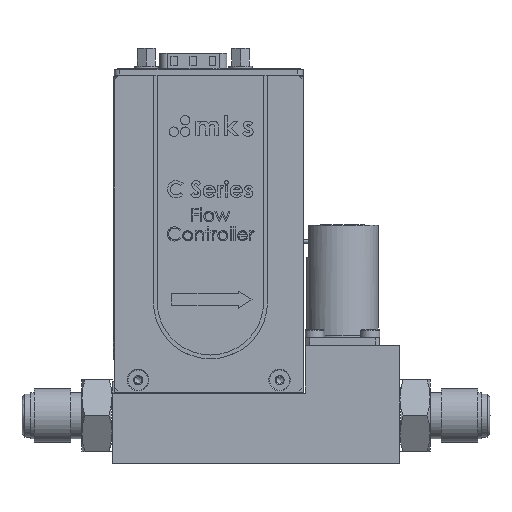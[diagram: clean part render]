
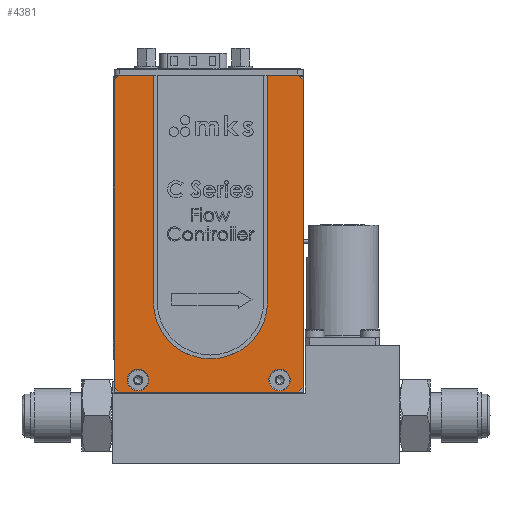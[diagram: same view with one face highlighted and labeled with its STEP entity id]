
A CAD part, top view. The second image highlights one B-rep face of the part: STEP entity #4381.
In plain terms, the highlighted planar face has unit normal (0, 0, 1).
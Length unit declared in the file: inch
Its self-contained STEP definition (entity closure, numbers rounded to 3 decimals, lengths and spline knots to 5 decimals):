
#70 = VECTOR ( 'NONE', #22140, 39.37008 ) ;
#232 = CARTESIAN_POINT ( 'NONE',  ( -0.35653, 3.126, 0.498 ) ) ;
#1331 = CARTESIAN_POINT ( 'NONE',  ( -0.35653, -0.179, 0.498 ) ) ;
#2134 = AXIS2_PLACEMENT_3D ( 'NONE', #63408, #18386, #70988 ) ;
#4381 = ADVANCED_FACE ( 'NONE', ( #85586, #28038, #65619, #48043, #45694 ), #25645, .F. ) ;
#4511 = VECTOR ( 'NONE', #56237, 39.37008 ) ;
#5608 = CARTESIAN_POINT ( 'NONE',  ( 1.56347, -0.179, 0.498 ) ) ;
#6220 = EDGE_CURVE ( 'NONE', #62749, #93655, #57617, .T. ) ;
#6516 = CARTESIAN_POINT ( 'NONE',  ( -0.30653, 3.126, 0.498 ) ) ;
#6998 = CARTESIAN_POINT ( 'NONE',  ( -0.35653, -0.129, 0.498 ) ) ;
#9692 = VECTOR ( 'NONE', #68141, 39.37008 ) ;
#10733 = ORIENTED_EDGE ( 'NONE', *, *, #51968, .T. ) ;
#11200 = CARTESIAN_POINT ( 'NONE',  ( 1.61347, 3.076, 0.498 ) ) ;
#12475 = DIRECTION ( 'NONE',  ( 0., 0., 1. ) ) ;
#12988 = EDGE_CURVE ( 'NONE', #43850, #43850, #20432, .T. ) ;
#15471 = ORIENTED_EDGE ( 'NONE', *, *, #61553, .T. ) ;
#16578 = EDGE_CURVE ( 'NONE', #16714, #54727, #66914, .T. ) ;
#16714 = VERTEX_POINT ( 'NONE', #36211 ) ;
#17861 = VERTEX_POINT ( 'NONE', #60764 ) ;
#18386 = DIRECTION ( 'NONE',  ( 0., 0., -1. ) ) ;
#19066 = ORIENTED_EDGE ( 'NONE', *, *, #6220, .T. ) ;
#20351 = CIRCLE ( 'NONE', #76088, 0.086 ) ;
#20432 = CIRCLE ( 'NONE', #93232, 0.1125 ) ;
#22140 = DIRECTION ( 'NONE',  ( 0.707, -0.707, 0. ) ) ;
#22927 = DIRECTION ( 'NONE',  ( 0., 0., 1. ) ) ;
#25645 = PLANE ( 'NONE',  #2134 ) ;
#26534 = VERTEX_POINT ( 'NONE', #50948 ) ;
#26570 = CARTESIAN_POINT ( 'NONE',  ( -0.35653, -0.129, 0.498 ) ) ;
#27378 = LINE ( 'NONE', #67830, #9692 ) ;
#28038 = FACE_BOUND ( 'NONE', #87282, .T. ) ;
#29829 = EDGE_CURVE ( 'NONE', #84232, #26534, #47438, .T. ) ;
#30509 = CARTESIAN_POINT ( 'NONE',  ( 1.56347, -0.179, 0.498 ) ) ;
#32175 = DIRECTION ( 'NONE',  ( 0., 0., 1. ) ) ;
#32193 = CARTESIAN_POINT ( 'NONE',  ( 1.56347, 3.126, 0.498 ) ) ;
#32521 = CARTESIAN_POINT ( 'NONE',  ( -0.10753, -0.053, 0.498 ) ) ;
#32916 = ORIENTED_EDGE ( 'NONE', *, *, #16578, .T. ) ;
#33319 = ORIENTED_EDGE ( 'NONE', *, *, #58923, .T. ) ;
#35231 = AXIS2_PLACEMENT_3D ( 'NONE', #67979, #22927, #75457 ) ;
#36211 = CARTESIAN_POINT ( 'NONE',  ( 1.61347, 3.076, 0.498 ) ) ;
#37087 = EDGE_CURVE ( 'NONE', #93655, #84232, #27378, .T. ) ;
#38550 = VERTEX_POINT ( 'NONE', #46199 ) ;
#39325 = ORIENTED_EDGE ( 'NONE', *, *, #66179, .F. ) ;
#40033 = DIRECTION ( 'NONE',  ( 1., 0., 0. ) ) ;
#40383 = EDGE_CURVE ( 'NONE', #67372, #67372, #47877, .T. ) ;
#41305 = VECTOR ( 'NONE', #61455, 39.37008 ) ;
#43850 = VERTEX_POINT ( 'NONE', #96918 ) ;
#44226 = ORIENTED_EDGE ( 'NONE', *, *, #12988, .F. ) ;
#44362 = EDGE_LOOP ( 'NONE', ( #44226 ) ) ;
#45063 = VECTOR ( 'NONE', #47592, 39.37008 ) ;
#45694 = FACE_OUTER_BOUND ( 'NONE', #67605, .T. ) ;
#46199 = CARTESIAN_POINT ( 'NONE',  ( -0.30653, 3.126, 0.498 ) ) ;
#47438 = LINE ( 'NONE', #30509, #45063 ) ;
#47587 = LINE ( 'NONE', #72348, #85148 ) ;
#47592 = DIRECTION ( 'NONE',  ( 0.707, 0.707, 0. ) ) ;
#47877 = CIRCLE ( 'NONE', #58563, 0.086 ) ;
#48043 = FACE_BOUND ( 'NONE', #56752, .T. ) ;
#50948 = CARTESIAN_POINT ( 'NONE',  ( 1.61347, -0.129, 0.498 ) ) ;
#51968 = EDGE_CURVE ( 'NONE', #26534, #16714, #47587, .T. ) ;
#52657 = EDGE_CURVE ( 'NONE', #17861, #17861, #20351, .T. ) ;
#53270 = VECTOR ( 'NONE', #60327, 39.37008 ) ;
#54727 = VERTEX_POINT ( 'NONE', #32193 ) ;
#55144 = VERTEX_POINT ( 'NONE', #66055 ) ;
#56237 = DIRECTION ( 'NONE',  ( -0.707, 0.707, 0. ) ) ;
#56752 = EDGE_LOOP ( 'NONE', ( #39325 ) ) ;
#57520 = CARTESIAN_POINT ( 'NONE',  ( 1.06847, 3.001, 0.498 ) ) ;
#57617 = LINE ( 'NONE', #6998, #70 ) ;
#58563 = AXIS2_PLACEMENT_3D ( 'NONE', #57520, #12475, #65079 ) ;
#58923 = EDGE_CURVE ( 'NONE', #38550, #55144, #90470, .T. ) ;
#60327 = DIRECTION ( 'NONE',  ( -1., 0., 0. ) ) ;
#60764 = CARTESIAN_POINT ( 'NONE',  ( 0.95447, 3.001, 0.498 ) ) ;
#61325 = LINE ( 'NONE', #1331, #41305 ) ;
#61455 = DIRECTION ( 'NONE',  ( 0., -1., 0. ) ) ;
#61553 = EDGE_CURVE ( 'NONE', #55144, #62749, #61325, .T. ) ;
#62749 = VERTEX_POINT ( 'NONE', #26570 ) ;
#63408 = CARTESIAN_POINT ( 'NONE',  ( -0.35653, -0.179, 0.498 ) ) ;
#63679 = ORIENTED_EDGE ( 'NONE', *, *, #83463, .T. ) ;
#65079 = DIRECTION ( 'NONE',  ( 1., 0., 0. ) ) ;
#65619 = FACE_BOUND ( 'NONE', #44362, .T. ) ;
#66055 = CARTESIAN_POINT ( 'NONE',  ( -0.35653, 3.076, 0.498 ) ) ;
#66179 = EDGE_CURVE ( 'NONE', #68485, #68485, #94798, .T. ) ;
#66698 = DIRECTION ( 'NONE',  ( -0.707, -0.707, 0. ) ) ;
#66914 = LINE ( 'NONE', #11200, #4511 ) ;
#67372 = VERTEX_POINT ( 'NONE', #75195 ) ;
#67605 = EDGE_LOOP ( 'NONE', ( #15471, #19066, #87536, #79580, #10733, #32916, #63679, #33319 ) ) ;
#67830 = CARTESIAN_POINT ( 'NONE',  ( -0.35653, -0.179, 0.498 ) ) ;
#67979 = CARTESIAN_POINT ( 'NONE',  ( 1.36847, -0.053, 0.498 ) ) ;
#68141 = DIRECTION ( 'NONE',  ( 1., 0., 0. ) ) ;
#68142 = EDGE_LOOP ( 'NONE', ( #93173 ) ) ;
#68485 = VERTEX_POINT ( 'NONE', #76170 ) ;
#70446 = VECTOR ( 'NONE', #66698, 39.37008 ) ;
#70988 = DIRECTION ( 'NONE',  ( -1., 0., 0. ) ) ;
#72348 = CARTESIAN_POINT ( 'NONE',  ( 1.61347, -0.179, 0.498 ) ) ;
#75195 = CARTESIAN_POINT ( 'NONE',  ( 1.15447, 3.001, 0.498 ) ) ;
#75457 = DIRECTION ( 'NONE',  ( 1., 0., 0. ) ) ;
#76088 = AXIS2_PLACEMENT_3D ( 'NONE', #77140, #32175, #84709 ) ;
#76170 = CARTESIAN_POINT ( 'NONE',  ( 1.48097, -0.053, 0.498 ) ) ;
#77140 = CARTESIAN_POINT ( 'NONE',  ( 0.86847, 3.001, 0.498 ) ) ;
#79580 = ORIENTED_EDGE ( 'NONE', *, *, #29829, .T. ) ;
#81571 = CARTESIAN_POINT ( 'NONE',  ( -0.30653, -0.179, 0.498 ) ) ;
#83463 = EDGE_CURVE ( 'NONE', #54727, #38550, #95548, .T. ) ;
#84232 = VERTEX_POINT ( 'NONE', #5608 ) ;
#84709 = DIRECTION ( 'NONE',  ( 1., 0., 0. ) ) ;
#85038 = DIRECTION ( 'NONE',  ( 0., 0., 1. ) ) ;
#85148 = VECTOR ( 'NONE', #95013, 39.37008 ) ;
#85586 = FACE_BOUND ( 'NONE', #68142, .T. ) ;
#87282 = EDGE_LOOP ( 'NONE', ( #88528 ) ) ;
#87536 = ORIENTED_EDGE ( 'NONE', *, *, #37087, .T. ) ;
#88528 = ORIENTED_EDGE ( 'NONE', *, *, #52657, .F. ) ;
#90470 = LINE ( 'NONE', #6516, #70446 ) ;
#93173 = ORIENTED_EDGE ( 'NONE', *, *, #40383, .F. ) ;
#93232 = AXIS2_PLACEMENT_3D ( 'NONE', #32521, #85038, #40033 ) ;
#93655 = VERTEX_POINT ( 'NONE', #81571 ) ;
#94798 = CIRCLE ( 'NONE', #35231, 0.1125 ) ;
#95013 = DIRECTION ( 'NONE',  ( 0., 1., 0. ) ) ;
#95548 = LINE ( 'NONE', #232, #53270 ) ;
#96918 = CARTESIAN_POINT ( 'NONE',  ( 0.00497, -0.053, 0.498 ) ) ;
